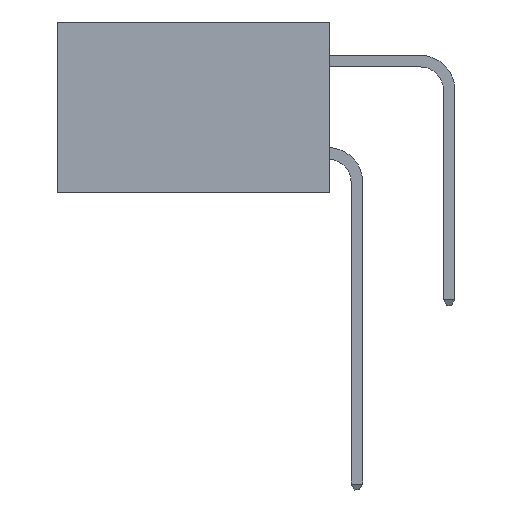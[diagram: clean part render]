
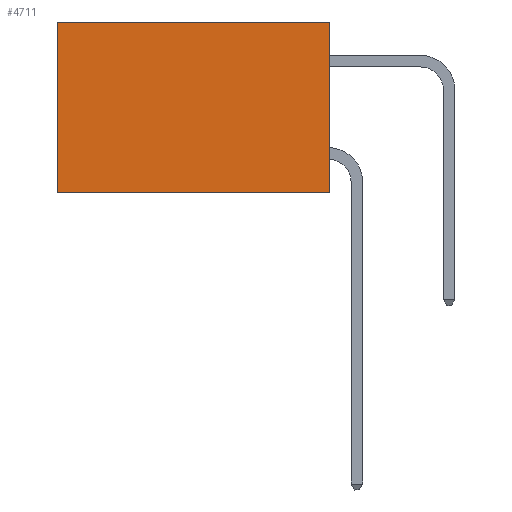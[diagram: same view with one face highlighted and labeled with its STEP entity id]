
A CAD part, left-side view. The second image highlights one B-rep face of the part: STEP entity #4711.
In plain terms, the highlighted planar face has unit normal (-1, 0, 0).
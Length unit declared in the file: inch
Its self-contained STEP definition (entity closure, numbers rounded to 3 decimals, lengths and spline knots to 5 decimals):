
#233 = EDGE_CURVE ( 'NONE', #764, #9553, #8181, .T. ) ;
#255 = EDGE_CURVE ( 'NONE', #8455, #764, #3738, .T. ) ;
#407 = ORIENTED_EDGE ( 'NONE', *, *, #9102, .T. ) ;
#600 = VECTOR ( 'NONE', #5565, 39.37008 ) ;
#764 = VERTEX_POINT ( 'NONE', #3876 ) ;
#955 = VERTEX_POINT ( 'NONE', #10445 ) ;
#1077 = AXIS2_PLACEMENT_3D ( 'NONE', #9204, #7602, #2231 ) ;
#1353 = CARTESIAN_POINT ( 'NONE',  ( 0.277, 0., 0. ) ) ;
#1775 = VECTOR ( 'NONE', #6856, 39.37008 ) ;
#1782 = CARTESIAN_POINT ( 'NONE',  ( 0.277, 0.59, -0.37 ) ) ;
#2231 = DIRECTION ( 'NONE',  ( 0., 0., -1. ) ) ;
#3738 = LINE ( 'NONE', #3891, #600 ) ;
#3876 = CARTESIAN_POINT ( 'NONE',  ( 0.277, 0., -0.37 ) ) ;
#3891 = CARTESIAN_POINT ( 'NONE',  ( 0.277, 0., -0.37 ) ) ;
#4711 = ADVANCED_FACE ( 'NONE', ( #7128 ), #6100, .F. ) ;
#5565 = DIRECTION ( 'NONE',  ( 0., 0., -1. ) ) ;
#5639 = CARTESIAN_POINT ( 'NONE',  ( 0.277, 0.59, -0.37 ) ) ;
#5708 = ORIENTED_EDGE ( 'NONE', *, *, #10518, .T. ) ;
#5835 = VECTOR ( 'NONE', #11010, 39.37008 ) ;
#5944 = ORIENTED_EDGE ( 'NONE', *, *, #255, .F. ) ;
#6100 = PLANE ( 'NONE',  #1077 ) ;
#6156 = VECTOR ( 'NONE', #7696, 39.37008 ) ;
#6856 = DIRECTION ( 'NONE',  ( 0., 1., 0. ) ) ;
#7128 = FACE_OUTER_BOUND ( 'NONE', #9366, .T. ) ;
#7602 = DIRECTION ( 'NONE',  ( 1., 0., 0. ) ) ;
#7696 = DIRECTION ( 'NONE',  ( 0., 1., 0. ) ) ;
#8181 = LINE ( 'NONE', #9588, #6156 ) ;
#8311 = ORIENTED_EDGE ( 'NONE', *, *, #233, .F. ) ;
#8455 = VERTEX_POINT ( 'NONE', #1353 ) ;
#9102 = EDGE_CURVE ( 'NONE', #955, #9553, #10216, .T. ) ;
#9204 = CARTESIAN_POINT ( 'NONE',  ( 0.277, 0., -0.37 ) ) ;
#9366 = EDGE_LOOP ( 'NONE', ( #407, #8311, #5944, #5708 ) ) ;
#9553 = VERTEX_POINT ( 'NONE', #1782 ) ;
#9588 = CARTESIAN_POINT ( 'NONE',  ( 0.277, 0., -0.37 ) ) ;
#9972 = CARTESIAN_POINT ( 'NONE',  ( 0.277, 0., 0. ) ) ;
#10216 = LINE ( 'NONE', #5639, #5835 ) ;
#10445 = CARTESIAN_POINT ( 'NONE',  ( 0.277, 0.59, 0. ) ) ;
#10518 = EDGE_CURVE ( 'NONE', #8455, #955, #10876, .T. ) ;
#10876 = LINE ( 'NONE', #9972, #1775 ) ;
#11010 = DIRECTION ( 'NONE',  ( 0., 0., -1. ) ) ;
